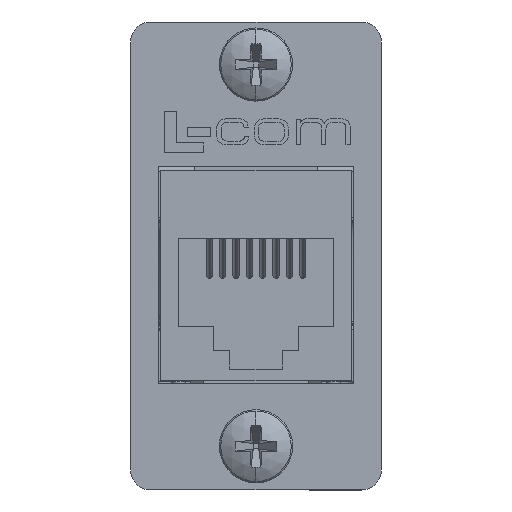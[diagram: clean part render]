
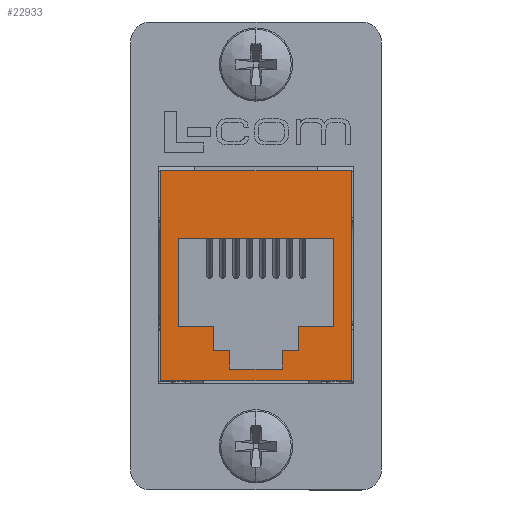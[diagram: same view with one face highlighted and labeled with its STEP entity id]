
A CAD part, top view. The second image highlights one B-rep face of the part: STEP entity #22933.
In plain terms, the highlighted face is planar.
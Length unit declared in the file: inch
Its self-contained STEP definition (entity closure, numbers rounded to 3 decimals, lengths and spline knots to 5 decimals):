
#11536 = AXIS2_PLACEMENT_3D ( 'NONE', #13630, #13631, #13632 ) ;
#11615 = EDGE_CURVE ( 'NONE', #37284, #37445, #39918, .T. ) ;
#11617 = EDGE_CURVE ( 'NONE', #37293, #37284, #39902, .T. ) ;
#11619 = EDGE_CURVE ( 'NONE', #37376, #37293, #39922, .T. ) ;
#11621 = EDGE_CURVE ( 'NONE', #37445, #37376, #39924, .T. ) ;
#11623 = EDGE_CURVE ( 'NONE', #37398, #37401, #39926, .T. ) ;
#11625 = EDGE_CURVE ( 'NONE', #37401, #37451, #39929, .T. ) ;
#11627 = EDGE_CURVE ( 'NONE', #37451, #37443, #39935, .T. ) ;
#11629 = EDGE_CURVE ( 'NONE', #37443, #37324, #39937, .T. ) ;
#11631 = EDGE_CURVE ( 'NONE', #37324, #37388, #39941, .T. ) ;
#11633 = EDGE_CURVE ( 'NONE', #37388, #37409, #39944, .T. ) ;
#11635 = EDGE_CURVE ( 'NONE', #37409, #37372, #39948, .T. ) ;
#11637 = EDGE_CURVE ( 'NONE', #37372, #37473, #39952, .T. ) ;
#11639 = EDGE_CURVE ( 'NONE', #37473, #37345, #39955, .T. ) ;
#11641 = EDGE_CURVE ( 'NONE', #37345, #37424, #39958, .T. ) ;
#11643 = EDGE_CURVE ( 'NONE', #37424, #37432, #39961, .T. ) ;
#11645 = EDGE_CURVE ( 'NONE', #37432, #37398, #39963, .T. ) ;
#13622 = PLANE ( 'NONE',  #11536 ) ;
#13630 = CARTESIAN_POINT ( 'NONE',  ( -0.285, -0.314, 0. ) ) ;
#13631 = DIRECTION ( 'NONE',  ( 0., 0., 1. ) ) ;
#13632 = DIRECTION ( 'NONE',  ( 1., 0., 0. ) ) ;
#14502 = FACE_OUTER_BOUND ( 'NONE', #31944, .T. ) ;
#14511 = FACE_BOUND ( 'NONE', #31957, .T. ) ;
#22933 = ADVANCED_FACE ( 'NONE', ( #14502, #14511 ), #13622, .F. ) ;
#31610 = CARTESIAN_POINT ( 'NONE',  ( -0.285, 0.314, 0. ) ) ;
#31620 = CARTESIAN_POINT ( 'NONE',  ( 0.285, 0.314, 0. ) ) ;
#31651 = CARTESIAN_POINT ( 'NONE',  ( -0.078, -0.279, 0. ) ) ;
#31672 = CARTESIAN_POINT ( 'NONE',  ( 0.233, -0.151, 0. ) ) ;
#31699 = CARTESIAN_POINT ( 'NONE',  ( 0.126, -0.223, 0. ) ) ;
#31703 = CARTESIAN_POINT ( 'NONE',  ( 0.285, -0.314, 0. ) ) ;
#31715 = CARTESIAN_POINT ( 'NONE',  ( 0.078, -0.279, 0. ) ) ;
#31725 = CARTESIAN_POINT ( 'NONE',  ( -0.233, -0.151, 0. ) ) ;
#31728 = CARTESIAN_POINT ( 'NONE',  ( -0.126, -0.151, 0. ) ) ;
#31736 = CARTESIAN_POINT ( 'NONE',  ( 0.078, -0.223, 0. ) ) ;
#31751 = CARTESIAN_POINT ( 'NONE',  ( 0.233, 0.113, 0. ) ) ;
#31759 = CARTESIAN_POINT ( 'NONE',  ( -0.233, 0.113, 0. ) ) ;
#31770 = CARTESIAN_POINT ( 'NONE',  ( -0.078, -0.223, 0. ) ) ;
#31772 = CARTESIAN_POINT ( 'NONE',  ( -0.285, -0.314, 0. ) ) ;
#31778 = CARTESIAN_POINT ( 'NONE',  ( -0.126, -0.223, 0. ) ) ;
#31800 = CARTESIAN_POINT ( 'NONE',  ( 0.126, -0.151, 0. ) ) ;
#31944 = EDGE_LOOP ( 'NONE', ( #32229, #44256, #44257, #44259 ) ) ;
#31957 = EDGE_LOOP ( 'NONE', ( #44261, #44262, #44263, #44264, #44266, #44269, #44270, #44271, #44273, #44275, #44277, #44279 ) ) ;
#32229 = ORIENTED_EDGE ( 'NONE', *, *, #11615, .F. ) ;
#37284 = VERTEX_POINT ( 'NONE', #31610 ) ;
#37293 = VERTEX_POINT ( 'NONE', #31620 ) ;
#37324 = VERTEX_POINT ( 'NONE', #31651 ) ;
#37345 = VERTEX_POINT ( 'NONE', #31672 ) ;
#37372 = VERTEX_POINT ( 'NONE', #31699 ) ;
#37376 = VERTEX_POINT ( 'NONE', #31703 ) ;
#37388 = VERTEX_POINT ( 'NONE', #31715 ) ;
#37398 = VERTEX_POINT ( 'NONE', #31725 ) ;
#37401 = VERTEX_POINT ( 'NONE', #31728 ) ;
#37409 = VERTEX_POINT ( 'NONE', #31736 ) ;
#37424 = VERTEX_POINT ( 'NONE', #31751 ) ;
#37432 = VERTEX_POINT ( 'NONE', #31759 ) ;
#37443 = VERTEX_POINT ( 'NONE', #31770 ) ;
#37445 = VERTEX_POINT ( 'NONE', #31772 ) ;
#37451 = VERTEX_POINT ( 'NONE', #31778 ) ;
#37473 = VERTEX_POINT ( 'NONE', #31800 ) ;
#39902 = LINE ( 'NONE', #45184, #39925 ) ;
#39918 = LINE ( 'NONE', #45085, #39923 ) ;
#39922 = LINE ( 'NONE', #45187, #39927 ) ;
#39923 = VECTOR ( 'NONE', #45072, 39.37008 ) ;
#39924 = LINE ( 'NONE', #45080, #39930 ) ;
#39925 = VECTOR ( 'NONE', #45064, 39.37008 ) ;
#39926 = LINE ( 'NONE', #45051, #39934 ) ;
#39927 = VECTOR ( 'NONE', #45040, 39.37008 ) ;
#39929 = LINE ( 'NONE', #45020, #39936 ) ;
#39930 = VECTOR ( 'NONE', #45005, 39.37008 ) ;
#39934 = VECTOR ( 'NONE', #44946, 39.37008 ) ;
#39935 = LINE ( 'NONE', #44966, #39939 ) ;
#39936 = VECTOR ( 'NONE', #44891, 39.37008 ) ;
#39937 = LINE ( 'NONE', #45032, #39942 ) ;
#39939 = VECTOR ( 'NONE', #45010, 39.37008 ) ;
#39941 = LINE ( 'NONE', #45058, #39946 ) ;
#39942 = VECTOR ( 'NONE', #45050, 39.37008 ) ;
#39944 = LINE ( 'NONE', #45083, #39950 ) ;
#39946 = VECTOR ( 'NONE', #45082, 39.37008 ) ;
#39948 = LINE ( 'NONE', #45095, #39953 ) ;
#39950 = VECTOR ( 'NONE', #45088, 39.37008 ) ;
#39952 = LINE ( 'NONE', #45110, #39956 ) ;
#39953 = VECTOR ( 'NONE', #45102, 39.37008 ) ;
#39955 = LINE ( 'NONE', #45145, #39959 ) ;
#39956 = VECTOR ( 'NONE', #45122, 39.37008 ) ;
#39958 = LINE ( 'NONE', #45250, #39962 ) ;
#39959 = VECTOR ( 'NONE', #45166, 39.37008 ) ;
#39961 = LINE ( 'NONE', #45304, #39965 ) ;
#39962 = VECTOR ( 'NONE', #45300, 39.37008 ) ;
#39963 = LINE ( 'NONE', #45341, #39969 ) ;
#39965 = VECTOR ( 'NONE', #45330, 39.37008 ) ;
#39969 = VECTOR ( 'NONE', #45276, 39.37008 ) ;
#44256 = ORIENTED_EDGE ( 'NONE', *, *, #11617, .F. ) ;
#44257 = ORIENTED_EDGE ( 'NONE', *, *, #11619, .F. ) ;
#44259 = ORIENTED_EDGE ( 'NONE', *, *, #11621, .F. ) ;
#44261 = ORIENTED_EDGE ( 'NONE', *, *, #11623, .T. ) ;
#44262 = ORIENTED_EDGE ( 'NONE', *, *, #11625, .T. ) ;
#44263 = ORIENTED_EDGE ( 'NONE', *, *, #11627, .T. ) ;
#44264 = ORIENTED_EDGE ( 'NONE', *, *, #11629, .T. ) ;
#44266 = ORIENTED_EDGE ( 'NONE', *, *, #11631, .T. ) ;
#44269 = ORIENTED_EDGE ( 'NONE', *, *, #11633, .T. ) ;
#44270 = ORIENTED_EDGE ( 'NONE', *, *, #11635, .T. ) ;
#44271 = ORIENTED_EDGE ( 'NONE', *, *, #11637, .T. ) ;
#44273 = ORIENTED_EDGE ( 'NONE', *, *, #11639, .T. ) ;
#44275 = ORIENTED_EDGE ( 'NONE', *, *, #11641, .T. ) ;
#44277 = ORIENTED_EDGE ( 'NONE', *, *, #11643, .T. ) ;
#44279 = ORIENTED_EDGE ( 'NONE', *, *, #11645, .T. ) ;
#44891 = DIRECTION ( 'NONE',  ( 0., -1., 0. ) ) ;
#44946 = DIRECTION ( 'NONE',  ( 1., 0., 0. ) ) ;
#44966 = CARTESIAN_POINT ( 'NONE',  ( -0.078, -0.223, 0. ) ) ;
#45005 = DIRECTION ( 'NONE',  ( 1., 0., 0. ) ) ;
#45010 = DIRECTION ( 'NONE',  ( 1., 0., 0. ) ) ;
#45020 = CARTESIAN_POINT ( 'NONE',  ( -0.126, -0.223, 0. ) ) ;
#45032 = CARTESIAN_POINT ( 'NONE',  ( -0.078, -0.279, 0. ) ) ;
#45040 = DIRECTION ( 'NONE',  ( 0., 1., 0. ) ) ;
#45050 = DIRECTION ( 'NONE',  ( 0., -1., 0. ) ) ;
#45051 = CARTESIAN_POINT ( 'NONE',  ( -0.126, -0.151, 0. ) ) ;
#45058 = CARTESIAN_POINT ( 'NONE',  ( -0.078, -0.279, 0. ) ) ;
#45064 = DIRECTION ( 'NONE',  ( -1., 0., 0. ) ) ;
#45072 = DIRECTION ( 'NONE',  ( 0., -1., 0. ) ) ;
#45080 = CARTESIAN_POINT ( 'NONE',  ( -0.285, -0.314, 0. ) ) ;
#45082 = DIRECTION ( 'NONE',  ( 1., 0., 0. ) ) ;
#45083 = CARTESIAN_POINT ( 'NONE',  ( 0.078, -0.279, 0. ) ) ;
#45085 = CARTESIAN_POINT ( 'NONE',  ( -0.285, 0.314, 0. ) ) ;
#45088 = DIRECTION ( 'NONE',  ( 0., 1., 0. ) ) ;
#45095 = CARTESIAN_POINT ( 'NONE',  ( 0.078, -0.223, 0. ) ) ;
#45102 = DIRECTION ( 'NONE',  ( 1., 0., 0. ) ) ;
#45110 = CARTESIAN_POINT ( 'NONE',  ( 0.126, -0.223, 0. ) ) ;
#45122 = DIRECTION ( 'NONE',  ( 0., 1., 0. ) ) ;
#45145 = CARTESIAN_POINT ( 'NONE',  ( 0.126, -0.151, 0. ) ) ;
#45166 = DIRECTION ( 'NONE',  ( 1., 0., 0. ) ) ;
#45184 = CARTESIAN_POINT ( 'NONE',  ( -0.285, 0.314, 0. ) ) ;
#45187 = CARTESIAN_POINT ( 'NONE',  ( 0.285, 0.314, 0. ) ) ;
#45250 = CARTESIAN_POINT ( 'NONE',  ( 0.233, -0.151, 0. ) ) ;
#45276 = DIRECTION ( 'NONE',  ( 0., -1., 0. ) ) ;
#45300 = DIRECTION ( 'NONE',  ( 0., 1., 0. ) ) ;
#45304 = CARTESIAN_POINT ( 'NONE',  ( 0.233, 0.113, 0. ) ) ;
#45330 = DIRECTION ( 'NONE',  ( -1., 0., 0. ) ) ;
#45341 = CARTESIAN_POINT ( 'NONE',  ( -0.233, -0.151, 0. ) ) ;
